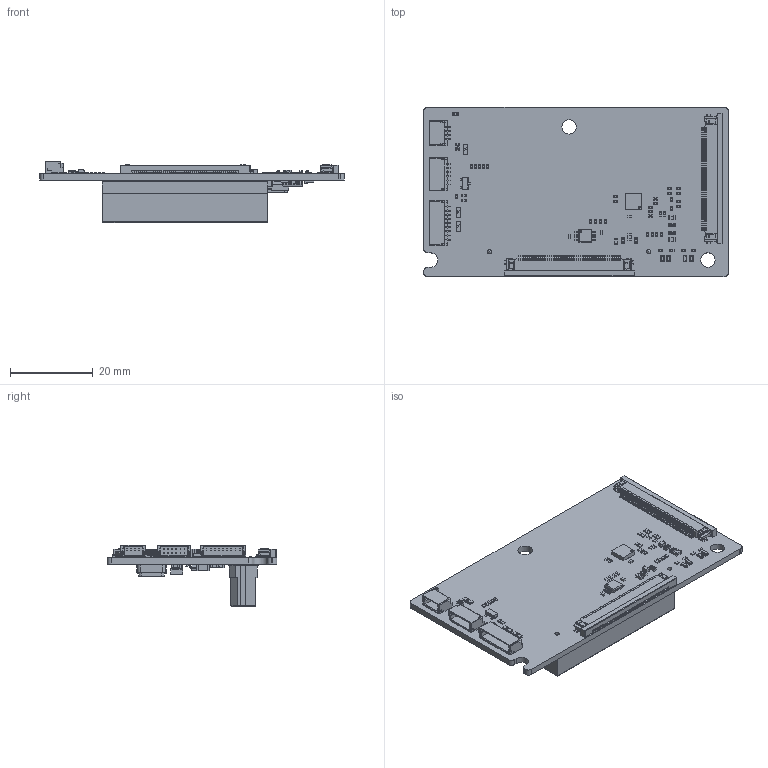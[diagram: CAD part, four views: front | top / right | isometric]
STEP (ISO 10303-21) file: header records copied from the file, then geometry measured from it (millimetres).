
FILE_DESCRIPTION(('KiCad electronic assembly'),'2;1');
FILE_NAME('jetson-agx-csi-adapter.step','2025-12-09T16:01:06',('Pcbnew') ,('Kicad'),'Open CASCADE STEP processor 7.8','KiCad to STEP converter' ,'Unknown');
FILE_SCHEMA(('AUTOMOTIVE_DESIGN { 1 0 10303 214 1 1 1 1 }'));
Length unit declared in the file: millimetre
Products named in the file (34): jetson-agx-csi-adapter 1; R_0402_1005Metric; F_0603_1608Metric; WE_68715014522; 6871xx14522_PIN; 6871xx14522_Patte; 6871xx14522_Patte_2; 68715014522_CAP; 68715014522; C_0402_1005Metric; SOT1176; SOT1176 LF; SOT1176 Mold body; C_0603_1608Metric; LED_0603_1608Metric; Conn_JST_SH_1x9_SM09B-SRSS-TB-LF-SN; Conn_JST_SH_1x6_SM06B-SRSS-TB-LF-SN; TSSOP-8 3_1x3_1; pin_TSSOP_tssop_1; body_TSSOP_TSSOP_3.1x3.1_1; Conn_JST_SH_1x4_SM04B-SRSS-TB-LF-SN; VQFN-24; sot23-3; QSOP-16_3.9x4.9mm_P0.635mm; D_SMA; R_0603_1608Metric; R_0805_2012Metric; C_1206_3216Metric; Conn_Plug_Samtec_QTH_2x60_QTH-060-03-L-D-A; T-1G1-03_imp; T-1S60-03(-060-03-D)_pin; TQTH-060-03-L-D-A-TR_terminal; L_2525_6363Metric; jetson-agx-csi-adapter_PCB
Assembly tree (151 placements, depth 3):
  jetson-agx-csi-adapter 1
    R_0402_1005Metric  x37
    F_0603_1608Metric  x6
    WE_68715014522  x2
      6871xx14522_PIN
      6871xx14522_Patte
      6871xx14522_Patte_2
      68715014522_CAP
      68715014522
    C_0402_1005Metric  x3
    SOT1176  x3
      SOT1176 LF
      SOT1176 Mold body
    C_0603_1608Metric  x7
    LED_0603_1608Metric  x4
    Conn_JST_SH_1x9_SM09B-SRSS-TB-LF-SN
    Conn_JST_SH_1x6_SM06B-SRSS-TB-LF-SN
    TSSOP-8 3_1x3_1
      pin_TSSOP_tssop_1  x8
      body_TSSOP_TSSOP_3.1x3.1_1
    Conn_JST_SH_1x4_SM04B-SRSS-TB-LF-SN
    VQFN-24
    sot23-3
    QSOP-16_3.9x4.9mm_P0.635mm
    D_SMA
    R_0603_1608Metric  x3
    R_0805_2012Metric  x3
    C_1206_3216Metric  x2
    Conn_Plug_Samtec_QTH_2x60_QTH-060-03-L-D-A
      T-1G1-03_imp  x2
      T-1S60-03(-060-03-D)_pin  x2
      TQTH-060-03-L-D-A-TR_terminal
    L_2525_6363Metric
    jetson-agx-csi-adapter_PCB
Bounding box: 73.6 x 41 x 14.86 mm (x, y, z)
Volume: 7632.3 mm3; surface area: 15560.4 mm2
Topology: 299 solids, 299 shells, 11432 faces, 32388 edges, 21138 vertices
Faces by surface type: plane 10237, cylinder 973, bspline 172, sphere 50
Full cylindrical faces by diameter (mm): 0.5 x1, 0.889 x2, 1.02 x2, 3.5 x2
Entity records: 176674 total; most frequent: CARTESIAN_POINT 29700, ORIENTED_EDGE 29004, DIRECTION 25554, EDGE_CURVE 14502, LINE 13482, VECTOR 13482, VERTEX_POINT 9492, AXIS2_PLACEMENT_3D 6036
